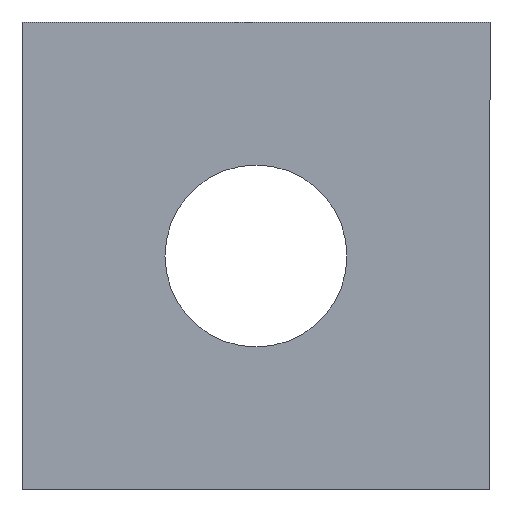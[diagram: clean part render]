
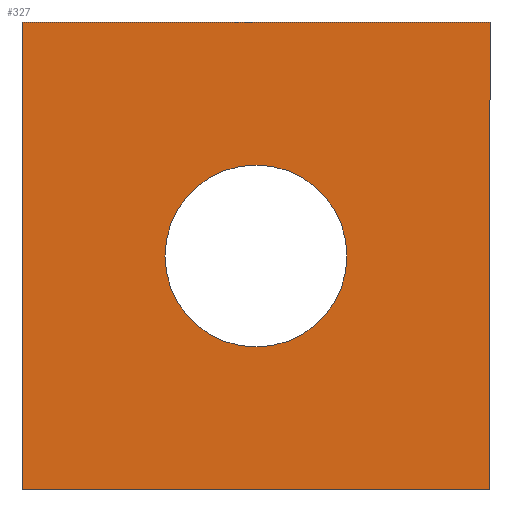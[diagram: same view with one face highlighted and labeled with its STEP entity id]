
A CAD part, front view. The second image highlights one B-rep face of the part: STEP entity #327.
In plain terms, the highlighted planar face has unit normal (0, -1, 0).
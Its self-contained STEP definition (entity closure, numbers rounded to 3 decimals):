
#2 = CARTESIAN_POINT ( 'NONE',  ( 0., -2., 0. ) ) ;
#14 = ORIENTED_EDGE ( 'NONE', *, *, #159, .T. ) ;
#15 = DIRECTION ( 'NONE',  ( 0., 0., -1. ) ) ;
#24 = CARTESIAN_POINT ( 'NONE',  ( 0., -2., -3.5 ) ) ;
#25 = CIRCLE ( 'NONE', #238, 3.5 ) ;
#29 = DIRECTION ( 'NONE',  ( 0., 0., 1. ) ) ;
#32 = DIRECTION ( 'NONE',  ( 0., 1., 0. ) ) ;
#40 = FACE_OUTER_BOUND ( 'NONE', #229, .T. ) ;
#55 = EDGE_CURVE ( 'NONE', #320, #262, #296, .T. ) ;
#58 = CARTESIAN_POINT ( 'NONE',  ( 9., -2., 9. ) ) ;
#64 = VERTEX_POINT ( 'NONE', #58 ) ;
#79 = CARTESIAN_POINT ( 'NONE',  ( 0., -2., 0. ) ) ;
#80 = LINE ( 'NONE', #282, #336 ) ;
#83 = ORIENTED_EDGE ( 'NONE', *, *, #266, .F. ) ;
#84 = DIRECTION ( 'NONE',  ( 0., 0., 1. ) ) ;
#88 = ORIENTED_EDGE ( 'NONE', *, *, #177, .F. ) ;
#91 = LINE ( 'NONE', #287, #121 ) ;
#92 = ORIENTED_EDGE ( 'NONE', *, *, #242, .F. ) ;
#118 = CARTESIAN_POINT ( 'NONE',  ( 0., -2., 3.5 ) ) ;
#119 = DIRECTION ( 'NONE',  ( 0., 0., 1. ) ) ;
#121 = VECTOR ( 'NONE', #15, 1000. ) ;
#126 = PLANE ( 'NONE',  #168 ) ;
#130 = LINE ( 'NONE', #315, #230 ) ;
#147 = DIRECTION ( 'NONE',  ( 0., 0., 1. ) ) ;
#150 = CARTESIAN_POINT ( 'NONE',  ( -9., -2., 9. ) ) ;
#159 = EDGE_CURVE ( 'NONE', #262, #320, #25, .T. ) ;
#168 = AXIS2_PLACEMENT_3D ( 'NONE', #2, #267, #84 ) ;
#171 = VERTEX_POINT ( 'NONE', #247 ) ;
#177 = EDGE_CURVE ( 'NONE', #171, #212, #130, .T. ) ;
#184 = AXIS2_PLACEMENT_3D ( 'NONE', #79, #32, #29 ) ;
#192 = ORIENTED_EDGE ( 'NONE', *, *, #55, .T. ) ;
#197 = CARTESIAN_POINT ( 'NONE',  ( 0., -2., 0. ) ) ;
#205 = FACE_BOUND ( 'NONE', #317, .T. ) ;
#209 = EDGE_CURVE ( 'NONE', #212, #64, #255, .T. ) ;
#212 = VERTEX_POINT ( 'NONE', #150 ) ;
#225 = CARTESIAN_POINT ( 'NONE',  ( -9., -2., 9. ) ) ;
#229 = EDGE_LOOP ( 'NONE', ( #88, #83, #92, #340 ) ) ;
#230 = VECTOR ( 'NONE', #119, 1000. ) ;
#238 = AXIS2_PLACEMENT_3D ( 'NONE', #197, #316, #147 ) ;
#242 = EDGE_CURVE ( 'NONE', #64, #280, #91, .T. ) ;
#247 = CARTESIAN_POINT ( 'NONE',  ( -9., -2., -9. ) ) ;
#255 = LINE ( 'NONE', #225, #339 ) ;
#258 = DIRECTION ( 'NONE',  ( -1., 0., 0. ) ) ;
#262 = VERTEX_POINT ( 'NONE', #118 ) ;
#263 = CARTESIAN_POINT ( 'NONE',  ( 9., -2., -9. ) ) ;
#266 = EDGE_CURVE ( 'NONE', #280, #171, #80, .T. ) ;
#267 = DIRECTION ( 'NONE',  ( 0., 1., 0. ) ) ;
#280 = VERTEX_POINT ( 'NONE', #263 ) ;
#282 = CARTESIAN_POINT ( 'NONE',  ( -9., -2., -9. ) ) ;
#286 = DIRECTION ( 'NONE',  ( 1., 0., 0. ) ) ;
#287 = CARTESIAN_POINT ( 'NONE',  ( 9., -2., -9. ) ) ;
#296 = CIRCLE ( 'NONE', #184, 3.5 ) ;
#315 = CARTESIAN_POINT ( 'NONE',  ( -9., -2., -9. ) ) ;
#316 = DIRECTION ( 'NONE',  ( 0., 1., 0. ) ) ;
#317 = EDGE_LOOP ( 'NONE', ( #14, #192 ) ) ;
#320 = VERTEX_POINT ( 'NONE', #24 ) ;
#327 = ADVANCED_FACE ( 'NONE', ( #205, #40 ), #126, .F. ) ;
#336 = VECTOR ( 'NONE', #258, 1000. ) ;
#339 = VECTOR ( 'NONE', #286, 1000. ) ;
#340 = ORIENTED_EDGE ( 'NONE', *, *, #209, .F. ) ;
